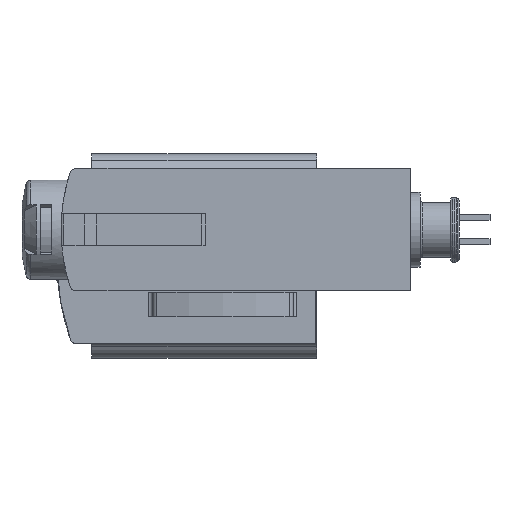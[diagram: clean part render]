
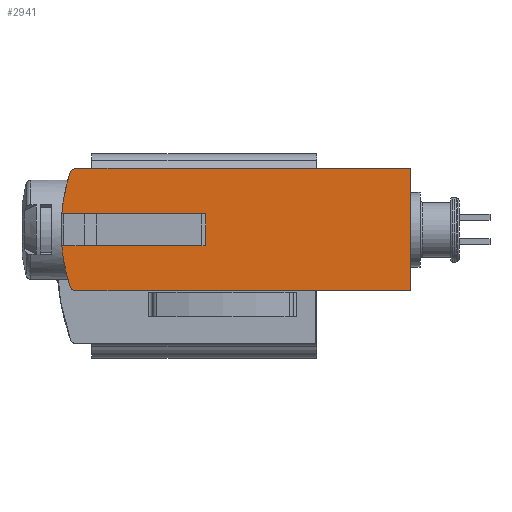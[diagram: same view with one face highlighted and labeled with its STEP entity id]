
A CAD part, left-side view. The second image highlights one B-rep face of the part: STEP entity #2941.
In plain terms, the highlighted planar face has unit normal (-1, 0, 0).
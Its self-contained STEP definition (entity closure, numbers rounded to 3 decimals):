
#37=PLANE('',#3207);
#234=LINE('',#4758,#489);
#243=LINE('',#4776,#498);
#244=LINE('',#4779,#499);
#245=LINE('',#4782,#500);
#246=LINE('',#4784,#501);
#247=LINE('',#4786,#502);
#489=VECTOR('',#3709,1000.);
#498=VECTOR('',#3720,1000.);
#499=VECTOR('',#3721,1000.);
#500=VECTOR('',#3724,1000.);
#501=VECTOR('',#3725,1000.);
#502=VECTOR('',#3728,1000.);
#704=CIRCLE('',#3158,15.);
#707=CIRCLE('',#3161,15.);
#738=CIRCLE('',#3208,0.5);
#739=CIRCLE('',#3209,0.5);
#996=ORIENTED_EDGE('',*,*,#1828,.T.);
#997=ORIENTED_EDGE('',*,*,#1829,.T.);
#998=ORIENTED_EDGE('',*,*,#1727,.F.);
#999=ORIENTED_EDGE('',*,*,#1830,.F.);
#1000=ORIENTED_EDGE('',*,*,#1831,.T.);
#1001=ORIENTED_EDGE('',*,*,#1832,.T.);
#1002=ORIENTED_EDGE('',*,*,#1819,.F.);
#1003=ORIENTED_EDGE('',*,*,#1833,.F.);
#1004=ORIENTED_EDGE('',*,*,#1730,.F.);
#1005=ORIENTED_EDGE('',*,*,#1834,.F.);
#1727=EDGE_CURVE('',#2148,#2149,#704,.T.);
#1730=EDGE_CURVE('',#2151,#2152,#707,.T.);
#1819=EDGE_CURVE('',#2229,#2230,#234,.T.);
#1828=EDGE_CURVE('',#2238,#2239,#243,.T.);
#1829=EDGE_CURVE('',#2239,#2149,#244,.T.);
#1830=EDGE_CURVE('',#2240,#2148,#738,.T.);
#1831=EDGE_CURVE('',#2240,#2241,#245,.T.);
#1832=EDGE_CURVE('',#2241,#2230,#246,.T.);
#1833=EDGE_CURVE('',#2152,#2229,#739,.T.);
#1834=EDGE_CURVE('',#2238,#2151,#247,.T.);
#2148=VERTEX_POINT('',#4565);
#2149=VERTEX_POINT('',#4566);
#2151=VERTEX_POINT('',#4570);
#2152=VERTEX_POINT('',#4572);
#2229=VERTEX_POINT('',#4757);
#2230=VERTEX_POINT('',#4759);
#2238=VERTEX_POINT('',#4777);
#2239=VERTEX_POINT('',#4778);
#2240=VERTEX_POINT('',#4781);
#2241=VERTEX_POINT('',#4783);
#2430=EDGE_LOOP('',(#996,#997,#998,#999,#1000,#1001,#1002,#1003,#1004,#1005));
#2669=FACE_BOUND('',#2430,.T.);
#2941=ADVANCED_FACE('',(#2669),#37,.F.);
#3158=AXIS2_PLACEMENT_3D('',#4564,#3556,#3557);
#3161=AXIS2_PLACEMENT_3D('',#4571,#3562,#3563);
#3207=AXIS2_PLACEMENT_3D('',#4775,#3718,#3719);
#3208=AXIS2_PLACEMENT_3D('',#4780,#3722,#3723);
#3209=AXIS2_PLACEMENT_3D('',#4785,#3726,#3727);
#3556=DIRECTION('',(1.,0.,0.));
#3557=DIRECTION('',(0.,0.,-1.));
#3562=DIRECTION('',(1.,0.,0.));
#3563=DIRECTION('',(0.,0.,-1.));
#3709=DIRECTION('',(0.,-1.,0.));
#3718=DIRECTION('',(1.,0.,0.));
#3719=DIRECTION('',(0.,0.,-1.));
#3720=DIRECTION('',(0.,0.,-1.));
#3721=DIRECTION('',(0.,1.,0.));
#3722=DIRECTION('',(1.,0.,0.));
#3723=DIRECTION('',(0.,0.,-1.));
#3724=DIRECTION('',(0.,-1.,0.));
#3725=DIRECTION('',(0.,0.,1.));
#3726=DIRECTION('',(1.,0.,0.));
#3727=DIRECTION('',(0.,0.,-1.));
#3728=DIRECTION('',(0.,1.,0.));
#4564=CARTESIAN_POINT('',(-102.4,5.85,0.));
#4565=CARTESIAN_POINT('',(-102.4,20.109,-4.655));
#4566=CARTESIAN_POINT('',(-102.4,20.794,-1.3));
#4570=CARTESIAN_POINT('',(-102.4,20.794,1.3));
#4571=CARTESIAN_POINT('',(-102.4,5.85,0.));
#4572=CARTESIAN_POINT('',(-102.4,20.109,4.655));
#4757=CARTESIAN_POINT('',(-102.4,19.634,5.));
#4758=CARTESIAN_POINT('',(-102.4,23.,5.));
#4759=CARTESIAN_POINT('',(-102.4,-7.65,5.));
#4775=CARTESIAN_POINT('',(-102.4,23.,-5.));
#4776=CARTESIAN_POINT('',(-102.4,9.05,1.3));
#4777=CARTESIAN_POINT('',(-102.4,9.05,1.3));
#4778=CARTESIAN_POINT('',(-102.4,9.05,-1.3));
#4779=CARTESIAN_POINT('',(-102.4,9.05,-1.3));
#4780=CARTESIAN_POINT('',(-102.4,19.634,-4.5));
#4781=CARTESIAN_POINT('',(-102.4,19.634,-5.));
#4782=CARTESIAN_POINT('',(-102.4,23.,-5.));
#4783=CARTESIAN_POINT('',(-102.4,-7.65,-5.));
#4784=CARTESIAN_POINT('',(-102.4,-7.65,-47.17));
#4785=CARTESIAN_POINT('',(-102.4,19.634,4.5));
#4786=CARTESIAN_POINT('',(-102.4,9.05,1.3));
